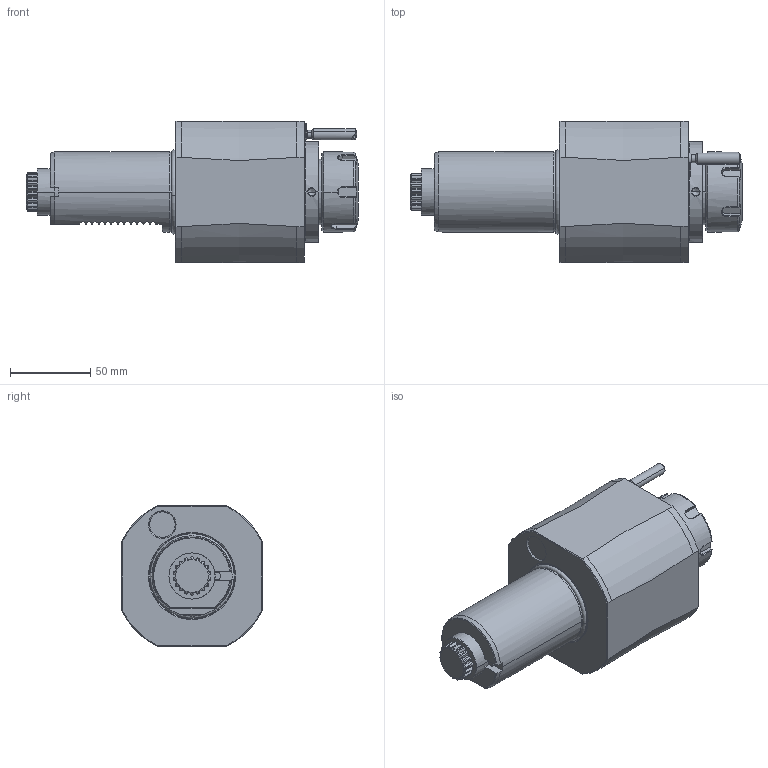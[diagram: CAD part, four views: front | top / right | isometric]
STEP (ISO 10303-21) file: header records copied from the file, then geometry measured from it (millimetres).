
FILE_DESCRIPTION((''),'2;1');
FILE_NAME('NGT1_50_131_32_1','2020-02-13T',('vali'),('NOVA GRUP'),'PRO/ENGINEER BY PARAMETRIC TECHNOLOGY CORPORATION, 2010280','PRO/ENGINEER BY PARAMETRIC TECHNOLOGY CORPORATION, 2010280','');
FILE_SCHEMA(('CONFIG_CONTROL_DESIGN'));
Length unit declared in the file: millimetre
Products named in the file (1): NGT1_50_131_32_1
Bounding box: 207.1 x 88 x 88 mm (x, y, z)
Volume: 777362.3 mm3; surface area: 63144.9 mm2
Topology: 1 solids, 1 shells, 365 faces, 1001 edges, 644 vertices
Faces by surface type: cylinder 130, plane 111, cone 72, bspline 30, torus 20, sphere 2
Entity records: 17253 total; most frequent: CARTESIAN_POINT 8603, ORIENTED_EDGE 1986, DIRECTION 1549, EDGE_CURVE 993, VERTEX_POINT 644, AXIS2_PLACEMENT_3D 598, EDGE_LOOP 379, B_SPLINE_CURVE_WITH_KNOTS 377
